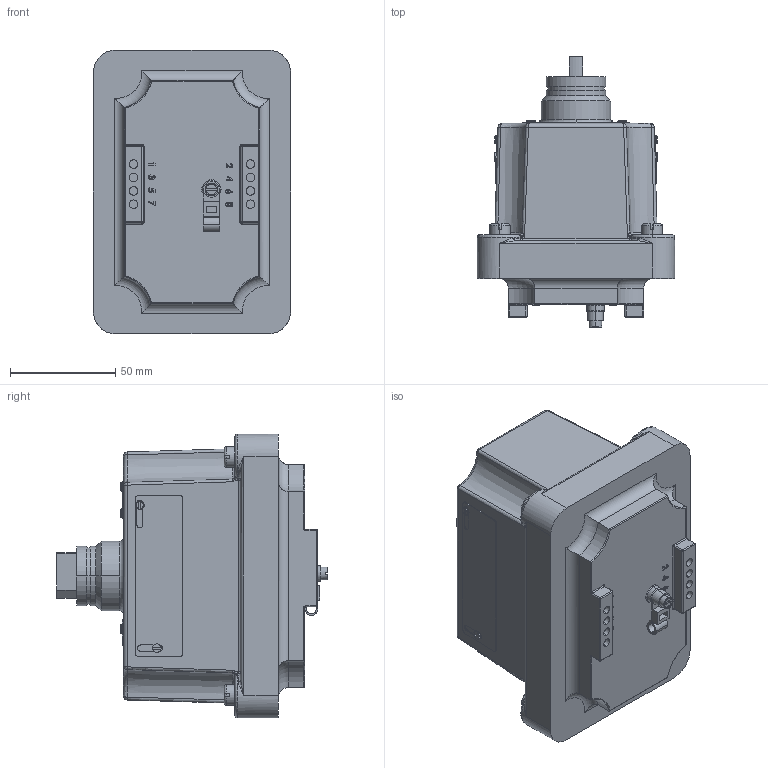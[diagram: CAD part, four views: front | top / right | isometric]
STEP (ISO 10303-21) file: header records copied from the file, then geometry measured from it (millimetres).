
FILE_DESCRIPTION (( 'STEP AP214' ), '1' );
FILE_NAME ('FXCS-0S3R6G.step', '2016-03-09T20:37:45', ( '' ), ( '' ), 'SwSTEP 2.0', 'SolidWorks 2015', '' );
FILE_SCHEMA (( 'AUTOMOTIVE_DESIGN' ));
Length unit declared in the file: inch
Products named in the file (1): FXCS-0S3R6G
Bounding box: 93.73 x 128.68 x 134.87 mm (x, y, z)
Volume: 801528.2 mm3; surface area: 65113 mm2
Topology: 2 solids, 2 shells, 710 faces, 1822 edges, 1111 vertices
Faces by surface type: plane 308, cylinder 166, bspline 130, torus 76, sphere 22, cone 8
Entity records: 32267 total; most frequent: CARTESIAN_POINT 10945, ORIENTED_EDGE 3568, DIRECTION 3113, EDGE_CURVE 1784, AXIS2_PLACEMENT_3D 1139, VERTEX_POINT 1111, VECTOR 835, LINE 835
